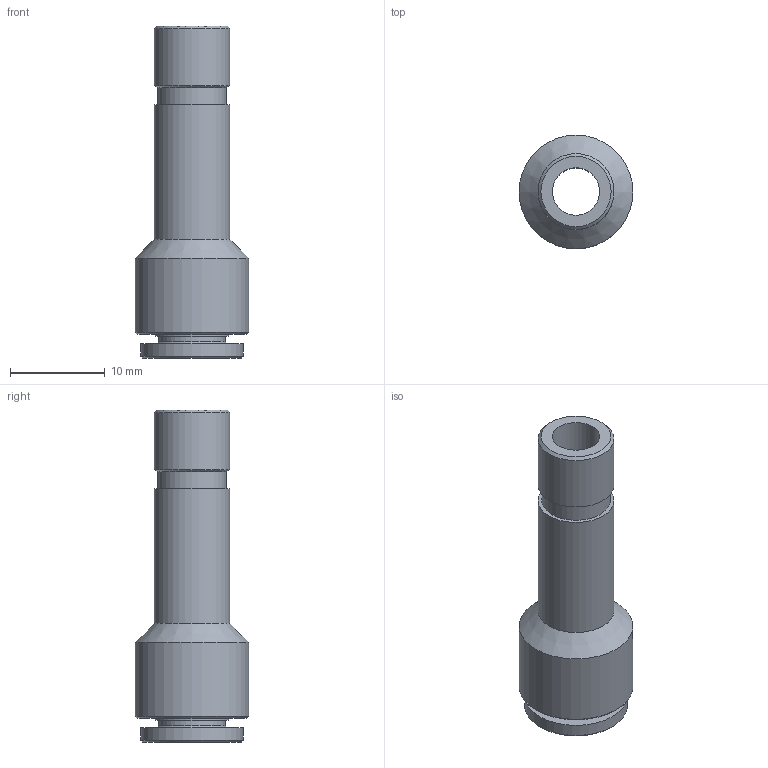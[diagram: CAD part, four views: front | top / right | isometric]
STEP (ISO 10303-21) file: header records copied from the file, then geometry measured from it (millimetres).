
FILE_DESCRIPTION(/* description */ ('STEP AP214'),/* implementation_level */ '2;1');
FILE_NAME(/* name */ '578306_NPQH-D-S8-Q6-P10',/* time_stamp */ '2024-09-13T05:13:09+02:00',/* author */ ('License CC BY-ND 4.0'),/* organization */ ('CADENAS'),/* preprocessor_version */ 'ST-DEVELOPER v19.3',/* originating_system */ 'PARTsolutions',/* authorisation */ ' ');
FILE_SCHEMA (('AUTOMOTIVE_DESIGN {1 0 10303 214 3 1 1}'));
Length unit declared in the file: millimetre
Products named in the file (1): 578306 NPQH-D-S8-Q6-P10
Bounding box: 12 x 12 x 35 mm (x, y, z)
Volume: 1526.2 mm3; surface area: 1847.6 mm2
Topology: 1 solids, 1 shells, 23 faces, 40 edges, 23 vertices
Faces by surface type: cylinder 9, cone 8, plane 6
Full cylindrical faces by diameter (mm): 5 x1, 6 x1, 7 x1, 7.2 x1, 7.8 x1, 8 x2, 10.8 x1, 12 x1
Entity records: 498 total; most frequent: DIRECTION 94, CARTESIAN_POINT 70, AXIS2_PLACEMENT_3D 47, ORIENTED_EDGE 46, EDGE_LOOP 46, FACE_BOUND 46, EDGE_CURVE 23, VERTEX_POINT 23
